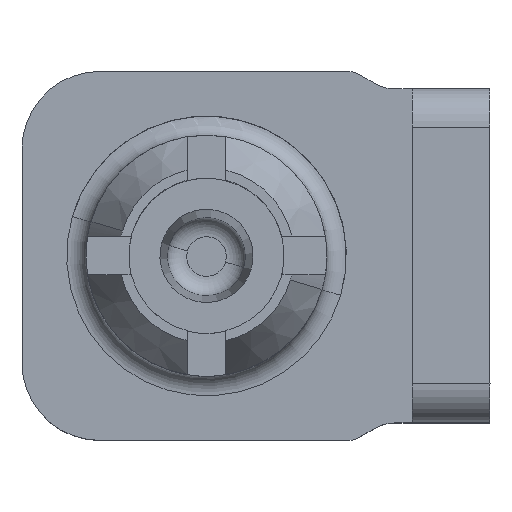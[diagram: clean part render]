
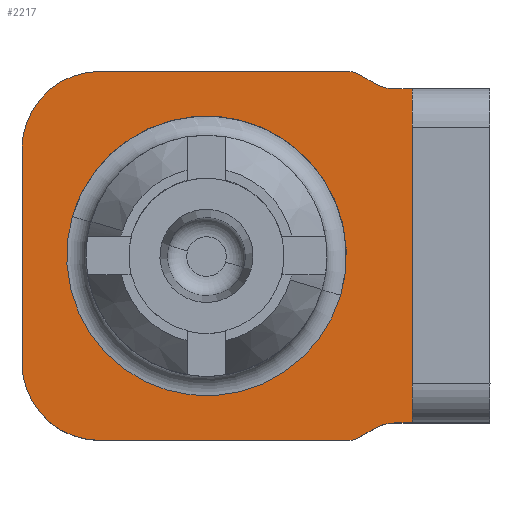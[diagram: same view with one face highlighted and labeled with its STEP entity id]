
A CAD part, top view. The second image highlights one B-rep face of the part: STEP entity #2217.
In plain terms, the highlighted planar face has unit normal (0, 0, 1).
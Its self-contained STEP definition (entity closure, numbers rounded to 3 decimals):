
#2095=AXIS2_PLACEMENT_3D('Circle Axis2P3D',#2093,#2094,$) ;
#2108=AXIS2_PLACEMENT_3D('Plane Axis2P3D',#2105,#2106,#2107) ;
#2112=AXIS2_PLACEMENT_3D('Circle Axis2P3D',#2110,#2111,$) ;
#2128=AXIS2_PLACEMENT_3D('Circle Axis2P3D',#2126,#2127,$) ;
#2142=AXIS2_PLACEMENT_3D('Circle Axis2P3D',#2140,#2141,$) ;
#2159=AXIS2_PLACEMENT_3D('Circle Axis2P3D',#2157,#2158,$) ;
#2173=AXIS2_PLACEMENT_3D('Circle Axis2P3D',#2171,#2172,$) ;
#2201=AXIS2_PLACEMENT_3D('Circle Axis2P3D',#2199,#2200,$) ;
#2210=AXIS2_PLACEMENT_3D('Circle Axis2P3D',#2208,#2209,$) ;
#1532=CARTESIAN_POINT('Vertex',(9.597,9.05,11.)) ;
#1535=CARTESIAN_POINT('Line Origine',(9.824,9.05,11.)) ;
#1539=CARTESIAN_POINT('Vertex',(10.05,9.05,11.)) ;
#1721=CARTESIAN_POINT('Vertex',(10.05,0.45,11.)) ;
#1724=CARTESIAN_POINT('Line Origine',(9.824,0.45,11.)) ;
#1728=CARTESIAN_POINT('Vertex',(9.597,0.45,11.)) ;
#2090=CARTESIAN_POINT('Vertex',(9.097,9.184,11.)) ;
#2093=CARTESIAN_POINT('Axis2P3D Location',(9.597,10.05,11.)) ;
#2105=CARTESIAN_POINT('Axis2P3D Location',(0.,0.,11.)) ;
#2110=CARTESIAN_POINT('Axis2P3D Location',(2.,2.,11.)) ;
#2114=CARTESIAN_POINT('Vertex',(0.,2.,11.)) ;
#2116=CARTESIAN_POINT('Vertex',(2.,0.,11.)) ;
#2119=CARTESIAN_POINT('Line Origine',(5.208,0.,11.)) ;
#2123=CARTESIAN_POINT('Vertex',(8.416,0.,11.)) ;
#2126=CARTESIAN_POINT('Axis2P3D Location',(8.415,0.502,11.)) ;
#2130=CARTESIAN_POINT('Vertex',(8.666,0.067,11.)) ;
#2133=CARTESIAN_POINT('Line Origine',(8.882,0.192,11.)) ;
#2137=CARTESIAN_POINT('Vertex',(9.097,0.316,11.)) ;
#2140=CARTESIAN_POINT('Axis2P3D Location',(9.597,-0.55,11.)) ;
#2145=CARTESIAN_POINT('Line Origine',(10.05,4.75,11.)) ;
#2150=CARTESIAN_POINT('Line Origine',(8.882,9.308,11.)) ;
#2154=CARTESIAN_POINT('Vertex',(8.666,9.433,11.)) ;
#2157=CARTESIAN_POINT('Axis2P3D Location',(8.415,8.998,11.)) ;
#2161=CARTESIAN_POINT('Vertex',(8.416,9.5,11.)) ;
#2164=CARTESIAN_POINT('Line Origine',(5.208,9.5,11.)) ;
#2168=CARTESIAN_POINT('Vertex',(2.,9.5,11.)) ;
#2171=CARTESIAN_POINT('Axis2P3D Location',(2.,7.5,11.)) ;
#2175=CARTESIAN_POINT('Vertex',(0.,7.5,11.)) ;
#2178=CARTESIAN_POINT('Line Origine',(0.,4.75,11.)) ;
#2199=CARTESIAN_POINT('Axis2P3D Location',(4.75,4.75,11.)) ;
#2203=CARTESIAN_POINT('Vertex',(1.296,5.764,11.)) ;
#2205=CARTESIAN_POINT('Vertex',(8.204,3.736,11.)) ;
#2208=CARTESIAN_POINT('Axis2P3D Location',(4.75,4.75,11.)) ;
#1536=DIRECTION('Vector Direction',(1.,0.,0.)) ;
#1725=DIRECTION('Vector Direction',(-1.,0.,0.)) ;
#2094=DIRECTION('Axis2P3D Direction',(0.,0.,1.)) ;
#2106=DIRECTION('Axis2P3D Direction',(0.,0.,1.)) ;
#2107=DIRECTION('Axis2P3D XDirection',(1.,0.,0.)) ;
#2111=DIRECTION('Axis2P3D Direction',(0.,0.,1.)) ;
#2120=DIRECTION('Vector Direction',(-1.,0.,0.)) ;
#2127=DIRECTION('Axis2P3D Direction',(0.,0.,1.)) ;
#2134=DIRECTION('Vector Direction',(-0.866,-0.5,0.)) ;
#2141=DIRECTION('Axis2P3D Direction',(0.,0.,1.)) ;
#2146=DIRECTION('Vector Direction',(0.,-1.,0.)) ;
#2151=DIRECTION('Vector Direction',(0.866,-0.5,0.)) ;
#2158=DIRECTION('Axis2P3D Direction',(0.,0.,1.)) ;
#2165=DIRECTION('Vector Direction',(1.,0.,0.)) ;
#2172=DIRECTION('Axis2P3D Direction',(0.,0.,1.)) ;
#2179=DIRECTION('Vector Direction',(0.,1.,0.)) ;
#2200=DIRECTION('Axis2P3D Direction',(0.,0.,1.)) ;
#2209=DIRECTION('Axis2P3D Direction',(0.,0.,1.)) ;
#1537=VECTOR('Line Direction',#1536,1.) ;
#1726=VECTOR('Line Direction',#1725,1.) ;
#2121=VECTOR('Line Direction',#2120,1.) ;
#2135=VECTOR('Line Direction',#2134,1.) ;
#2147=VECTOR('Line Direction',#2146,1.) ;
#2152=VECTOR('Line Direction',#2151,1.) ;
#2166=VECTOR('Line Direction',#2165,1.) ;
#2180=VECTOR('Line Direction',#2179,1.) ;
#2184=ORIENTED_EDGE('',*,*,#2118,.T.) ;
#2185=ORIENTED_EDGE('',*,*,#2125,.T.) ;
#2186=ORIENTED_EDGE('',*,*,#2132,.T.) ;
#2187=ORIENTED_EDGE('',*,*,#2139,.T.) ;
#2188=ORIENTED_EDGE('',*,*,#2144,.T.) ;
#2189=ORIENTED_EDGE('',*,*,#1730,.T.) ;
#2190=ORIENTED_EDGE('',*,*,#2149,.T.) ;
#2191=ORIENTED_EDGE('',*,*,#1541,.T.) ;
#2192=ORIENTED_EDGE('',*,*,#2097,.T.) ;
#2193=ORIENTED_EDGE('',*,*,#2156,.T.) ;
#2194=ORIENTED_EDGE('',*,*,#2163,.T.) ;
#2195=ORIENTED_EDGE('',*,*,#2170,.T.) ;
#2196=ORIENTED_EDGE('',*,*,#2177,.T.) ;
#2197=ORIENTED_EDGE('',*,*,#2182,.T.) ;
#2214=ORIENTED_EDGE('',*,*,#2207,.F.) ;
#2215=ORIENTED_EDGE('',*,*,#2212,.F.) ;
#2216=FACE_BOUND('',#2213,.T.) ;
#2217=ADVANCED_FACE('Body.3',(#2198,#2216),#2109,.T.) ;
#2096=CIRCLE('generated circle',#2095,1.) ;
#2113=CIRCLE('generated circle',#2112,2.) ;
#2129=CIRCLE('generated circle',#2128,0.502) ;
#2143=CIRCLE('generated circle',#2142,1.) ;
#2160=CIRCLE('generated circle',#2159,0.502) ;
#2174=CIRCLE('generated circle',#2173,2.) ;
#2202=CIRCLE('generated circle',#2201,3.6) ;
#2211=CIRCLE('generated circle',#2210,3.6) ;
#1541=EDGE_CURVE('',#1540,#1533,#1538,.F.) ;
#1730=EDGE_CURVE('',#1729,#1722,#1727,.F.) ;
#2097=EDGE_CURVE('',#1533,#2091,#2096,.F.) ;
#2118=EDGE_CURVE('',#2115,#2117,#2113,.T.) ;
#2125=EDGE_CURVE('',#2117,#2124,#2122,.F.) ;
#2132=EDGE_CURVE('',#2124,#2131,#2129,.T.) ;
#2139=EDGE_CURVE('',#2131,#2138,#2136,.F.) ;
#2144=EDGE_CURVE('',#2138,#1729,#2143,.F.) ;
#2149=EDGE_CURVE('',#1722,#1540,#2148,.F.) ;
#2156=EDGE_CURVE('',#2091,#2155,#2153,.F.) ;
#2163=EDGE_CURVE('',#2155,#2162,#2160,.T.) ;
#2170=EDGE_CURVE('',#2162,#2169,#2167,.F.) ;
#2177=EDGE_CURVE('',#2169,#2176,#2174,.T.) ;
#2182=EDGE_CURVE('',#2176,#2115,#2181,.F.) ;
#2207=EDGE_CURVE('',#2204,#2206,#2202,.T.) ;
#2212=EDGE_CURVE('',#2206,#2204,#2211,.T.) ;
#2183=EDGE_LOOP('',(#2184,#2185,#2186,#2187,#2188,#2189,#2190,#2191,#2192,#2193,#2194,#2195,#2196,#2197)) ;
#2213=EDGE_LOOP('',(#2214,#2215)) ;
#2198=FACE_OUTER_BOUND('',#2183,.T.) ;
#1538=LINE('Line',#1535,#1537) ;
#1727=LINE('Line',#1724,#1726) ;
#2122=LINE('Line',#2119,#2121) ;
#2136=LINE('Line',#2133,#2135) ;
#2148=LINE('Line',#2145,#2147) ;
#2153=LINE('Line',#2150,#2152) ;
#2167=LINE('Line',#2164,#2166) ;
#2181=LINE('Line',#2178,#2180) ;
#2109=PLANE('',#2108) ;
#1533=VERTEX_POINT('',#1532) ;
#1540=VERTEX_POINT('',#1539) ;
#1722=VERTEX_POINT('',#1721) ;
#1729=VERTEX_POINT('',#1728) ;
#2091=VERTEX_POINT('',#2090) ;
#2115=VERTEX_POINT('',#2114) ;
#2117=VERTEX_POINT('',#2116) ;
#2124=VERTEX_POINT('',#2123) ;
#2131=VERTEX_POINT('',#2130) ;
#2138=VERTEX_POINT('',#2137) ;
#2155=VERTEX_POINT('',#2154) ;
#2162=VERTEX_POINT('',#2161) ;
#2169=VERTEX_POINT('',#2168) ;
#2176=VERTEX_POINT('',#2175) ;
#2204=VERTEX_POINT('',#2203) ;
#2206=VERTEX_POINT('',#2205) ;
